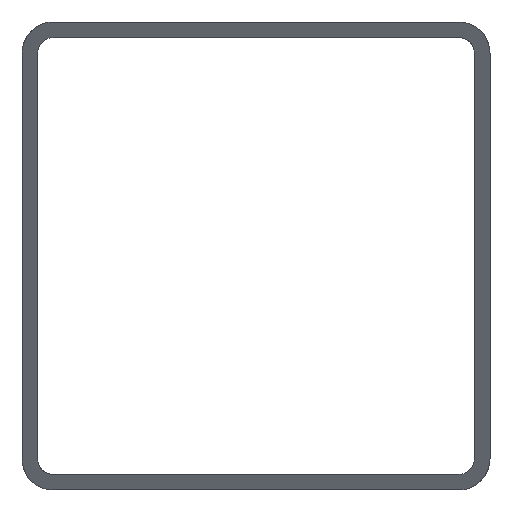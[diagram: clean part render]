
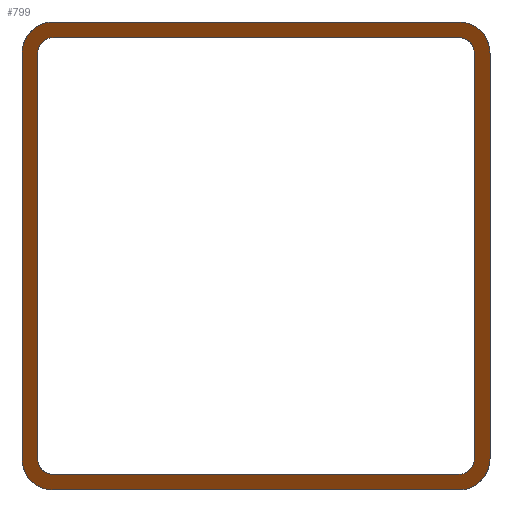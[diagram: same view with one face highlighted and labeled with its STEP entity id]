
A CAD part, front view. The second image highlights one B-rep face of the part: STEP entity #799.
In plain terms, the highlighted planar face has unit normal (-0.707, -0.707, 0).
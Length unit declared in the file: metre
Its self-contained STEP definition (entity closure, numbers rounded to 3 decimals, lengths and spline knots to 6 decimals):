
#20=ELLIPSE('',#849,0.005657,0.004);
#21=ELLIPSE('',#852,0.005657,0.004);
#22=ELLIPSE('',#854,0.005657,0.004);
#23=ELLIPSE('',#856,0.002828,0.002);
#24=ELLIPSE('',#859,0.002828,0.002);
#25=ELLIPSE('',#861,0.002828,0.002);
#26=ELLIPSE('',#864,0.002828,0.002);
#27=ELLIPSE('',#866,0.005657,0.004);
#176=ORIENTED_EDGE('',*,*,#352,.F.);
#177=ORIENTED_EDGE('',*,*,#354,.F.);
#178=ORIENTED_EDGE('',*,*,#358,.F.);
#179=ORIENTED_EDGE('',*,*,#300,.T.);
#180=ORIENTED_EDGE('',*,*,#360,.F.);
#181=ORIENTED_EDGE('',*,*,#361,.T.);
#182=ORIENTED_EDGE('',*,*,#366,.F.);
#183=ORIENTED_EDGE('',*,*,#287,.F.);
#184=ORIENTED_EDGE('',*,*,#342,.T.);
#185=ORIENTED_EDGE('',*,*,#344,.T.);
#186=ORIENTED_EDGE('',*,*,#349,.T.);
#187=ORIENTED_EDGE('',*,*,#310,.T.);
#188=ORIENTED_EDGE('',*,*,#350,.T.);
#189=ORIENTED_EDGE('',*,*,#337,.F.);
#190=ORIENTED_EDGE('',*,*,#367,.T.);
#191=ORIENTED_EDGE('',*,*,#279,.F.);
#279=EDGE_CURVE('',#392,#394,#469,.T.);
#287=EDGE_CURVE('',#400,#402,#477,.T.);
#300=EDGE_CURVE('',#414,#415,#490,.T.);
#310=EDGE_CURVE('',#425,#424,#500,.T.);
#337=EDGE_CURVE('',#446,#447,#519,.T.);
#342=EDGE_CURVE('',#392,#450,#20,.T.);
#344=EDGE_CURVE('',#450,#451,#525,.T.);
#349=EDGE_CURVE('',#451,#425,#21,.T.);
#350=EDGE_CURVE('',#424,#447,#22,.T.);
#352=EDGE_CURVE('',#454,#400,#23,.T.);
#354=EDGE_CURVE('',#455,#454,#532,.T.);
#358=EDGE_CURVE('',#414,#455,#24,.T.);
#360=EDGE_CURVE('',#458,#415,#25,.T.);
#361=EDGE_CURVE('',#458,#459,#537,.T.);
#366=EDGE_CURVE('',#402,#459,#26,.T.);
#367=EDGE_CURVE('',#446,#394,#27,.T.);
#392=VERTEX_POINT('',#1113);
#394=VERTEX_POINT('',#1116);
#400=VERTEX_POINT('',#1130);
#402=VERTEX_POINT('',#1133);
#414=VERTEX_POINT('',#1159);
#415=VERTEX_POINT('',#1160);
#424=VERTEX_POINT('',#1179);
#425=VERTEX_POINT('',#1181);
#446=VERTEX_POINT('',#1231);
#447=VERTEX_POINT('',#1233);
#450=VERTEX_POINT('',#1242);
#451=VERTEX_POINT('',#1246);
#454=VERTEX_POINT('',#1259);
#455=VERTEX_POINT('',#1263);
#458=VERTEX_POINT('',#1274);
#459=VERTEX_POINT('',#1278);
#469=LINE('',#1115,#567);
#477=LINE('',#1132,#575);
#490=LINE('',#1158,#588);
#500=LINE('',#1180,#598);
#519=LINE('',#1232,#617);
#525=LINE('',#1245,#623);
#532=LINE('',#1264,#630);
#537=LINE('',#1277,#635);
#567=VECTOR('',#899,1.);
#575=VECTOR('',#909,1.);
#588=VECTOR('',#924,1.);
#598=VECTOR('',#936,1.);
#617=VECTOR('',#977,1.);
#623=VECTOR('',#989,1.);
#630=VECTOR('',#1010,1.);
#635=VECTOR('',#1025,1.);
#682=EDGE_LOOP('',(#176,#177,#178,#179,#180,#181,#182,#183));
#683=EDGE_LOOP('',(#184,#185,#186,#187,#188,#189,#190,#191));
#728=FACE_BOUND('',#682,.T.);
#729=FACE_BOUND('',#683,.T.);
#760=PLANE('',#867);
#799=ADVANCED_FACE('',(#728,#729),#760,.T.);
#849=AXIS2_PLACEMENT_3D('',#1241,#984,#985);
#852=AXIS2_PLACEMENT_3D('',#1254,#996,#997);
#854=AXIS2_PLACEMENT_3D('',#1256,#1000,#1001);
#856=AXIS2_PLACEMENT_3D('',#1260,#1005,#1006);
#859=AXIS2_PLACEMENT_3D('',#1271,#1016,#1017);
#861=AXIS2_PLACEMENT_3D('',#1275,#1021,#1022);
#864=AXIS2_PLACEMENT_3D('',#1286,#1032,#1033);
#866=AXIS2_PLACEMENT_3D('',#1288,#1036,#1037);
#867=AXIS2_PLACEMENT_3D('',#1289,#1038,#1039);
#899=DIRECTION('',(0.,0.,1.));
#909=DIRECTION('',(0.,0.,1.));
#924=DIRECTION('',(0.,0.,1.));
#936=DIRECTION('',(0.,0.,1.));
#977=DIRECTION('',(0.707,-0.707,0.));
#984=DIRECTION('',(-0.707,-0.707,0.));
#985=DIRECTION('',(-0.707,0.707,0.));
#989=DIRECTION('',(0.707,-0.707,0.));
#996=DIRECTION('',(-0.707,-0.707,0.));
#997=DIRECTION('',(-0.707,0.707,0.));
#1000=DIRECTION('',(-0.707,-0.707,0.));
#1001=DIRECTION('',(-0.707,0.707,0.));
#1005=DIRECTION('',(-0.707,-0.707,0.));
#1006=DIRECTION('',(-0.707,0.707,0.));
#1010=DIRECTION('',(0.707,-0.707,0.));
#1016=DIRECTION('',(-0.707,-0.707,0.));
#1017=DIRECTION('',(-0.707,0.707,0.));
#1021=DIRECTION('',(-0.707,-0.707,0.));
#1022=DIRECTION('',(-0.707,0.707,0.));
#1025=DIRECTION('',(0.707,-0.707,0.));
#1032=DIRECTION('',(-0.707,-0.707,0.));
#1033=DIRECTION('',(-0.707,0.707,0.));
#1036=DIRECTION('',(-0.707,-0.707,0.));
#1037=DIRECTION('',(-0.707,0.707,0.));
#1038=DIRECTION('',(-0.707,-0.707,0.));
#1039=DIRECTION('',(0.707,-0.707,0.));
#1113=CARTESIAN_POINT('',(0.,-0.858,0.004));
#1115=CARTESIAN_POINT('',(0.,-0.858,-0.861923));
#1116=CARTESIAN_POINT('',(0.,-0.858,0.056));
#1130=CARTESIAN_POINT('',(0.058,-0.916,0.004));
#1132=CARTESIAN_POINT('',(0.058,-0.916,0.03));
#1133=CARTESIAN_POINT('',(0.058,-0.916,0.056));
#1158=CARTESIAN_POINT('',(0.002,-0.86,0.03));
#1159=CARTESIAN_POINT('',(0.002,-0.86,0.004));
#1160=CARTESIAN_POINT('',(0.002,-0.86,0.056));
#1179=CARTESIAN_POINT('',(0.06,-0.918,0.056));
#1180=CARTESIAN_POINT('',(0.06,-0.918,0.03));
#1181=CARTESIAN_POINT('',(0.06,-0.918,0.004));
#1231=CARTESIAN_POINT('',(0.004,-0.862,0.06));
#1232=CARTESIAN_POINT('',(0.03,-0.888,0.06));
#1233=CARTESIAN_POINT('',(0.056,-0.914,0.06));
#1241=CARTESIAN_POINT('',(0.004,-0.862,0.004));
#1242=CARTESIAN_POINT('',(0.004,-0.862,0.));
#1245=CARTESIAN_POINT('',(0.045,-0.903,0.));
#1246=CARTESIAN_POINT('',(0.056,-0.914,0.));
#1254=CARTESIAN_POINT('',(0.056,-0.914,0.004));
#1256=CARTESIAN_POINT('',(0.056,-0.914,0.056));
#1259=CARTESIAN_POINT('',(0.056,-0.914,0.002));
#1260=CARTESIAN_POINT('',(0.056,-0.914,0.004));
#1263=CARTESIAN_POINT('',(0.004,-0.862,0.002));
#1264=CARTESIAN_POINT('',(0.045,-0.903,0.002));
#1271=CARTESIAN_POINT('',(0.004,-0.862,0.004));
#1274=CARTESIAN_POINT('',(0.004,-0.862,0.058));
#1275=CARTESIAN_POINT('',(0.004,-0.862,0.056));
#1277=CARTESIAN_POINT('',(0.045,-0.903,0.058));
#1278=CARTESIAN_POINT('',(0.056,-0.914,0.058));
#1286=CARTESIAN_POINT('',(0.056,-0.914,0.056));
#1288=CARTESIAN_POINT('',(0.004,-0.862,0.056));
#1289=CARTESIAN_POINT('',(0.03,-0.888,-0.861923));
